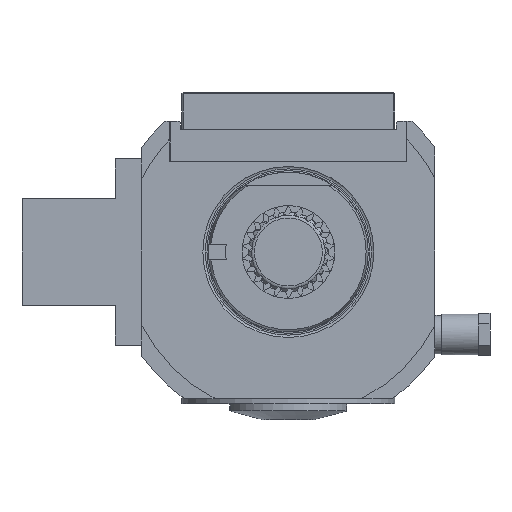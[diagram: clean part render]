
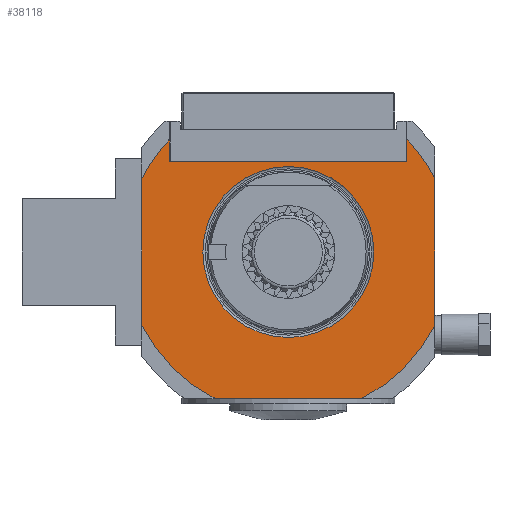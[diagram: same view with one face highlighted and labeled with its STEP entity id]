
A CAD part, front view. The second image highlights one B-rep face of the part: STEP entity #38118.
In plain terms, the highlighted planar face has unit normal (0, -1, 0).
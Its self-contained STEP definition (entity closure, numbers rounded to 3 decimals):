
#850 = DIRECTION ( 'NONE',  ( 1., 0., 0. ) ) ;
#894 = DIRECTION ( 'NONE',  ( 0., 1., 0. ) ) ;
#1645 = CARTESIAN_POINT ( 'NONE',  ( 55., -1., -27.518 ) ) ;
#1735 = EDGE_CURVE ( 'NONE', #36855, #15362, #35395, .T. ) ;
#1752 = DIRECTION ( 'NONE',  ( 0., 0., -1. ) ) ;
#1992 = VERTEX_POINT ( 'NONE', #20391 ) ;
#2024 = DIRECTION ( 'NONE',  ( 0., 1., 0. ) ) ;
#2926 = ORIENTED_EDGE ( 'NONE', *, *, #17259, .T. ) ;
#3604 = CARTESIAN_POINT ( 'NONE',  ( 27.518, -1., -55. ) ) ;
#4812 = EDGE_CURVE ( 'NONE', #31654, #31654, #25752, .T. ) ;
#5004 = LINE ( 'NONE', #38696, #38209 ) ;
#5070 = AXIS2_PLACEMENT_3D ( 'NONE', #5125, #2024, #11668 ) ;
#5110 = ORIENTED_EDGE ( 'NONE', *, *, #24214, .F. ) ;
#5113 = DIRECTION ( 'NONE',  ( -1., 0., 0. ) ) ;
#5125 = CARTESIAN_POINT ( 'NONE',  ( -32.15, -1., 0. ) ) ;
#5200 = CARTESIAN_POINT ( 'NONE',  ( 0., -1., 0. ) ) ;
#5312 = FACE_BOUND ( 'NONE', #19759, .T. ) ;
#5803 = VERTEX_POINT ( 'NONE', #3604 ) ;
#6997 = CARTESIAN_POINT ( 'NONE',  ( 44.5, -1., 34. ) ) ;
#7209 = VERTEX_POINT ( 'NONE', #27406 ) ;
#8126 = CARTESIAN_POINT ( 'NONE',  ( 0., -1., 0. ) ) ;
#8669 = CARTESIAN_POINT ( 'NONE',  ( 55., -1., 27.518 ) ) ;
#8963 = CIRCLE ( 'NONE', #31900, 61.5 ) ;
#11096 = PLANE ( 'NONE',  #5070 ) ;
#11668 = DIRECTION ( 'NONE',  ( 1., 0., 0. ) ) ;
#11861 = DIRECTION ( 'NONE',  ( -1., 0., 0. ) ) ;
#12080 = DIRECTION ( 'NONE',  ( 0., -1., 0. ) ) ;
#12328 = EDGE_CURVE ( 'NONE', #5803, #36855, #14764, .T. ) ;
#12419 = AXIS2_PLACEMENT_3D ( 'NONE', #25534, #31270, #850 ) ;
#13369 = VERTEX_POINT ( 'NONE', #8669 ) ;
#13428 = DIRECTION ( 'NONE',  ( 1., 0., 0. ) ) ;
#13516 = CARTESIAN_POINT ( 'NONE',  ( -44.5, -1., 42.45 ) ) ;
#13634 = CARTESIAN_POINT ( 'NONE',  ( 55., -1., 0. ) ) ;
#13650 = DIRECTION ( 'NONE',  ( 0., 1., 0. ) ) ;
#13765 = ORIENTED_EDGE ( 'NONE', *, *, #16460, .T. ) ;
#14250 = ORIENTED_EDGE ( 'NONE', *, *, #4812, .F. ) ;
#14764 = LINE ( 'NONE', #23670, #30543 ) ;
#15063 = CARTESIAN_POINT ( 'NONE',  ( -55., -1., -27.518 ) ) ;
#15362 = VERTEX_POINT ( 'NONE', #15063 ) ;
#16460 = EDGE_CURVE ( 'NONE', #35031, #1992, #5004, .T. ) ;
#16739 = DIRECTION ( 'NONE',  ( 1., 0., 0. ) ) ;
#17259 = EDGE_CURVE ( 'NONE', #7209, #15362, #35838, .T. ) ;
#19188 = VECTOR ( 'NONE', #26792, 1000. ) ;
#19759 = EDGE_LOOP ( 'NONE', ( #14250 ) ) ;
#19939 = VERTEX_POINT ( 'NONE', #13516 ) ;
#20316 = EDGE_CURVE ( 'NONE', #24863, #13369, #29063, .T. ) ;
#20391 = CARTESIAN_POINT ( 'NONE',  ( -44.5, -1., 34. ) ) ;
#21171 = VECTOR ( 'NONE', #35532, 1000. ) ;
#21710 = AXIS2_PLACEMENT_3D ( 'NONE', #22118, #894, #13428 ) ;
#22118 = CARTESIAN_POINT ( 'NONE',  ( 0., -1., 0. ) ) ;
#23252 = ORIENTED_EDGE ( 'NONE', *, *, #38245, .F. ) ;
#23670 = CARTESIAN_POINT ( 'NONE',  ( 0., -1., -55. ) ) ;
#23710 = CIRCLE ( 'NONE', #21710, 61.5 ) ;
#24214 = EDGE_CURVE ( 'NONE', #7209, #19939, #23710, .T. ) ;
#24304 = ORIENTED_EDGE ( 'NONE', *, *, #20316, .F. ) ;
#24863 = VERTEX_POINT ( 'NONE', #33600 ) ;
#24893 = EDGE_LOOP ( 'NONE', ( #24304, #35930, #13765, #33694, #5110, #2926, #31837, #32597, #39105, #23252 ) ) ;
#25534 = CARTESIAN_POINT ( 'NONE',  ( 0., -1., 0. ) ) ;
#25752 = CIRCLE ( 'NONE', #29006, 32.095 ) ;
#26012 = EDGE_CURVE ( 'NONE', #1992, #19939, #35333, .T. ) ;
#26591 = DIRECTION ( 'NONE',  ( -1., 0., 0. ) ) ;
#26673 = VECTOR ( 'NONE', #1752, 1000. ) ;
#26792 = DIRECTION ( 'NONE',  ( 0., 0., -1. ) ) ;
#26800 = DIRECTION ( 'NONE',  ( 0., 1., 0. ) ) ;
#27406 = CARTESIAN_POINT ( 'NONE',  ( -55., -1., 27.518 ) ) ;
#28348 = CARTESIAN_POINT ( 'NONE',  ( -32.095, -1., 0. ) ) ;
#29006 = AXIS2_PLACEMENT_3D ( 'NONE', #33841, #12080, #11861 ) ;
#29063 = CIRCLE ( 'NONE', #32974, 61.5 ) ;
#29698 = CARTESIAN_POINT ( 'NONE',  ( 44.5, -1., 0. ) ) ;
#30097 = LINE ( 'NONE', #29698, #26673 ) ;
#30125 = EDGE_CURVE ( 'NONE', #24863, #35031, #30097, .T. ) ;
#30386 = FACE_OUTER_BOUND ( 'NONE', #24893, .T. ) ;
#30543 = VECTOR ( 'NONE', #5113, 1000. ) ;
#31270 = DIRECTION ( 'NONE',  ( 0., 1., 0. ) ) ;
#31654 = VERTEX_POINT ( 'NONE', #28348 ) ;
#31837 = ORIENTED_EDGE ( 'NONE', *, *, #1735, .F. ) ;
#31900 = AXIS2_PLACEMENT_3D ( 'NONE', #8126, #13650, #16739 ) ;
#32597 = ORIENTED_EDGE ( 'NONE', *, *, #12328, .F. ) ;
#32974 = AXIS2_PLACEMENT_3D ( 'NONE', #5200, #26800, #39712 ) ;
#33546 = EDGE_CURVE ( 'NONE', #38157, #5803, #8963, .T. ) ;
#33600 = CARTESIAN_POINT ( 'NONE',  ( 44.5, -1., 42.45 ) ) ;
#33694 = ORIENTED_EDGE ( 'NONE', *, *, #26012, .T. ) ;
#33841 = CARTESIAN_POINT ( 'NONE',  ( 0., -1., 0. ) ) ;
#34993 = LINE ( 'NONE', #13634, #38496 ) ;
#35031 = VERTEX_POINT ( 'NONE', #6997 ) ;
#35333 = LINE ( 'NONE', #35950, #21171 ) ;
#35395 = CIRCLE ( 'NONE', #12419, 61.5 ) ;
#35532 = DIRECTION ( 'NONE',  ( 0., 0., 1. ) ) ;
#35838 = LINE ( 'NONE', #36233, #19188 ) ;
#35930 = ORIENTED_EDGE ( 'NONE', *, *, #30125, .T. ) ;
#35950 = CARTESIAN_POINT ( 'NONE',  ( -44.5, -1., 0. ) ) ;
#36233 = CARTESIAN_POINT ( 'NONE',  ( -55., -1., 0. ) ) ;
#36855 = VERTEX_POINT ( 'NONE', #38779 ) ;
#38118 = ADVANCED_FACE ( 'Defeature completata1_874', ( #30386, #5312 ), #11096, .F. ) ;
#38157 = VERTEX_POINT ( 'NONE', #1645 ) ;
#38209 = VECTOR ( 'NONE', #26591, 1000. ) ;
#38245 = EDGE_CURVE ( 'NONE', #13369, #38157, #34993, .T. ) ;
#38496 = VECTOR ( 'NONE', #38680, 1000. ) ;
#38680 = DIRECTION ( 'NONE',  ( 0., 0., -1. ) ) ;
#38696 = CARTESIAN_POINT ( 'NONE',  ( -32.15, -1., 34. ) ) ;
#38779 = CARTESIAN_POINT ( 'NONE',  ( -27.518, -1., -55. ) ) ;
#39105 = ORIENTED_EDGE ( 'NONE', *, *, #33546, .F. ) ;
#39712 = DIRECTION ( 'NONE',  ( 1., 0., 0. ) ) ;
